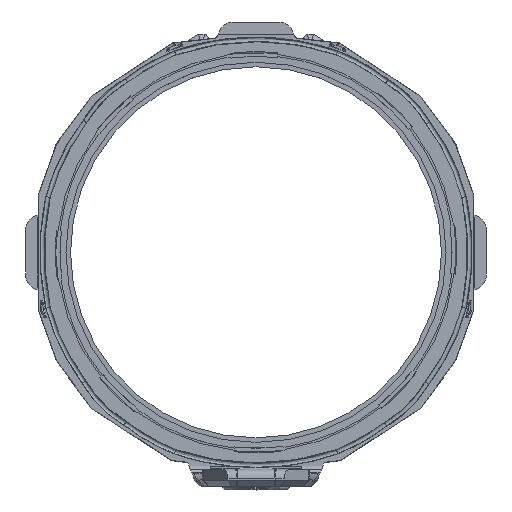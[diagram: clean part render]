
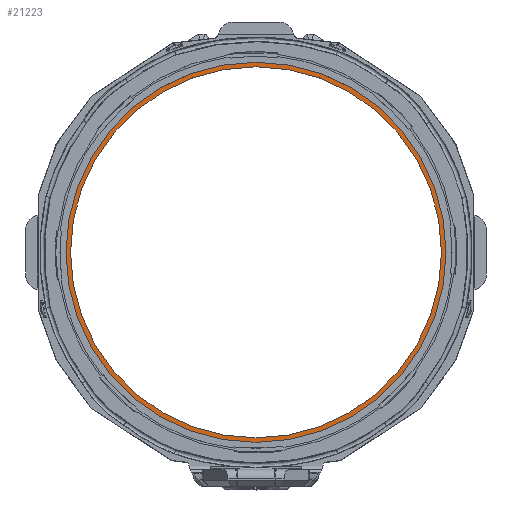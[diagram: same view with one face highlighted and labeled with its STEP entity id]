
A CAD part, top view. The second image highlights one B-rep face of the part: STEP entity #21223.
In plain terms, the highlighted face is planar.
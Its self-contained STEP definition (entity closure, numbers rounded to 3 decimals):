
#1551=FACE_BOUND('',#3275,.T.);
#2051=FACE_OUTER_BOUND('',#3274,.T.);
#3274=EDGE_LOOP('',(#16085));
#3275=EDGE_LOOP('',(#16086));
#7717=CIRCLE('',#22828,122.725);
#7740=CIRCLE('',#22870,125.725);
#9019=VERTEX_POINT('',#35621);
#9060=VERTEX_POINT('',#35737);
#11575=EDGE_CURVE('',#9019,#9019,#7717,.T.);
#11631=EDGE_CURVE('',#9060,#9060,#7740,.T.);
#16085=ORIENTED_EDGE('',*,*,#11631,.F.);
#16086=ORIENTED_EDGE('',*,*,#11575,.F.);
#20388=PLANE('',#22869);
#21223=ADVANCED_FACE('',(#2051,#1551),#20388,.T.);
#22828=AXIS2_PLACEMENT_3D('',#35622,#26318,#26319);
#22869=AXIS2_PLACEMENT_3D('',#35736,#26433,#26434);
#22870=AXIS2_PLACEMENT_3D('',#35738,#26435,#26436);
#26318=DIRECTION('center_axis',(0.,-0.966,
-0.259));
#26319=DIRECTION('ref_axis',(1.,0.,0.));
#26433=DIRECTION('center_axis',(0.,-0.966,
-0.259));
#26434=DIRECTION('ref_axis',(1.,0.,0.));
#26435=DIRECTION('center_axis',(0.,0.966,
0.259));
#26436=DIRECTION('ref_axis',(1.,0.,0.));
#35621=CARTESIAN_POINT('',(-122.725,-181.89,89.369));
#35622=CARTESIAN_POINT('Origin',(0.,-181.89,
89.369));
#35736=CARTESIAN_POINT('Origin',(0.,-181.89,
89.369));
#35737=CARTESIAN_POINT('',(-125.725,-181.89,89.369));
#35738=CARTESIAN_POINT('Origin',(0.,-181.89,
89.369));
